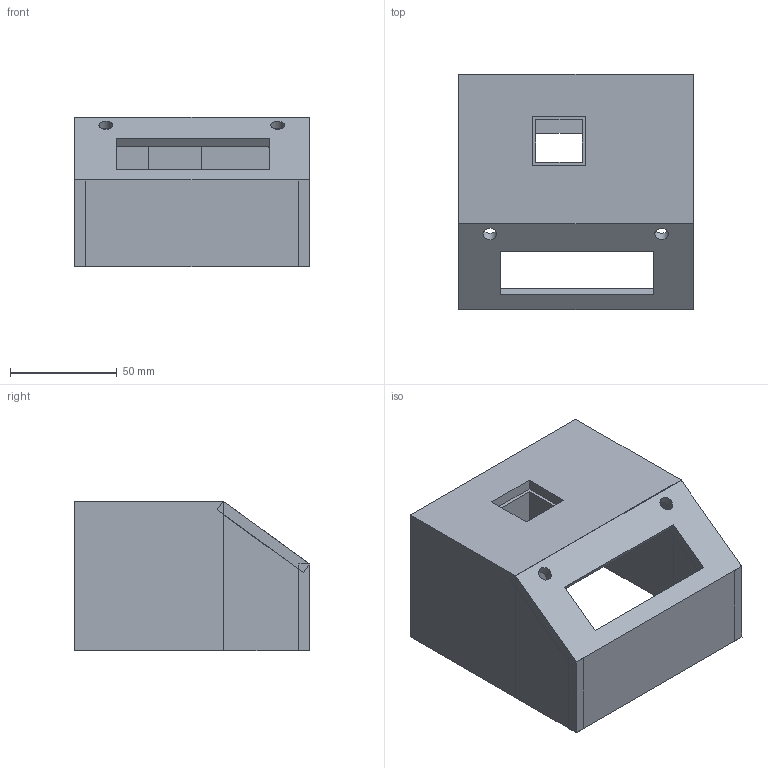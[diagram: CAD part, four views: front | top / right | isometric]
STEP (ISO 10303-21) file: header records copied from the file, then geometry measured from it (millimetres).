
FILE_DESCRIPTION(/* description */ ('STEP AP242','CAx-IF Rec.Pracs.---Representation and Presentation of Product Manufacturing Information (PMI)---4.0---2014-10-13','CAx-IF Rec.Pracs.---3D Tessellated Geometry---0.4---2014-09-14','2;1'),/* implementation_level */ '2;1');
FILE_NAME(/* name */ '66e59f3ad1bb4f64c6c1ca5c',/* time_stamp */ '2024-09-14T14:35:39Z',/* author */ (''),/* organization */ (''),/* preprocessor_version */ 'ST-DEVELOPER v20',/* originating_system */ ' ',/* authorisation */ ' ');
FILE_SCHEMA (('AP242_MANAGED_MODEL_BASED_3D_ENGINEERING_MIM_LF { 1 0 10303 442 1 1 4 }'));
Length unit declared in the file: metre
Products named in the file (9): Assembly 1; Part 1; Part 6; Part 2; Part 5; Part 4; Part 7; Part 3; Part 8
Assembly tree (8 placements, depth 2):
  Assembly 1
    Part 1
    Part 6
    Part 2
    Part 5
    Part 4
    Part 7
    Part 3
    Part 8
Bounding box: 110 x 110.29 x 70.05 mm (x, y, z)
Volume: 175860.3 mm3; surface area: 89497.3 mm2
Topology: 8 solids, 8 shells, 90 faces, 207 edges, 136 vertices
Faces by surface type: plane 71, cylinder 14, cone 5
Full cylindrical faces by diameter (mm): 1.5 x4, 2 x4, 5 x4, 6.5 x2
Entity records: 2702 total; most frequent: CARTESIAN_POINT 482, DIRECTION 404, ORIENTED_EDGE 368, EDGE_CURVE 184, LINE 152, VECTOR 152, VERTEX_POINT 132, EDGE_LOOP 130
